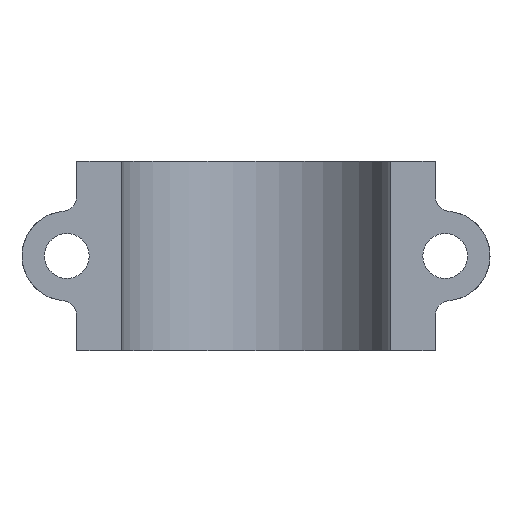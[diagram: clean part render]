
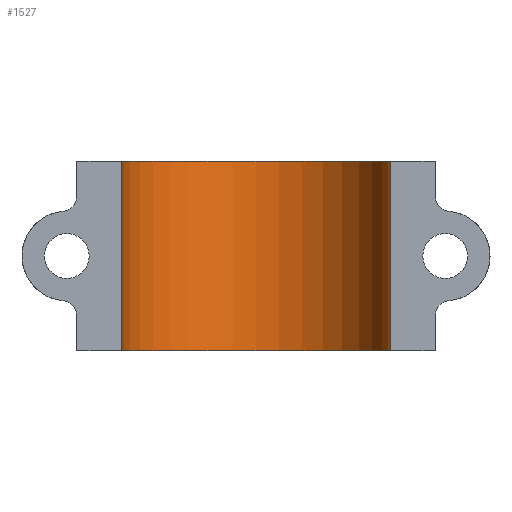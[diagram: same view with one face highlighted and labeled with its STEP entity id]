
A CAD part, front view. The second image highlights one B-rep face of the part: STEP entity #1527.
In plain terms, the highlighted cylindrical face has radius 27 mm (diameter 54 mm), a partial arc.
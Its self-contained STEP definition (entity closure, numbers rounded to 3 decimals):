
#152 = EDGE_CURVE ( 'NONE', #2110, #1101, #1708, .T. ) ;
#172 = CARTESIAN_POINT ( 'NONE',  ( 0., -201.2, 19. ) ) ;
#190 = CARTESIAN_POINT ( 'NONE',  ( 27., -201.2, -19. ) ) ;
#259 = AXIS2_PLACEMENT_3D ( 'NONE', #1133, #306, #968 ) ;
#291 = VERTEX_POINT ( 'NONE', #190 ) ;
#306 = DIRECTION ( 'NONE',  ( 0., 0., -1. ) ) ;
#448 = DIRECTION ( 'NONE',  ( 0., 0., -1. ) ) ;
#475 = CYLINDRICAL_SURFACE ( 'NONE', #259, 27. ) ;
#602 = ORIENTED_EDGE ( 'NONE', *, *, #1686, .F. ) ;
#649 = CARTESIAN_POINT ( 'NONE',  ( -27., -201.2, 19. ) ) ;
#657 = DIRECTION ( 'NONE',  ( 0., 0., 1. ) ) ;
#672 = CIRCLE ( 'NONE', #1547, 27. ) ;
#677 = DIRECTION ( 'NONE',  ( 0., 0., 1. ) ) ;
#762 = ORIENTED_EDGE ( 'NONE', *, *, #1107, .T. ) ;
#770 = AXIS2_PLACEMENT_3D ( 'NONE', #172, #677, #2006 ) ;
#820 = DIRECTION ( 'NONE',  ( 1., 0., 0. ) ) ;
#847 = EDGE_LOOP ( 'NONE', ( #762, #986, #602, #1276 ) ) ;
#929 = CARTESIAN_POINT ( 'NONE',  ( 27., -201.2, 19. ) ) ;
#968 = DIRECTION ( 'NONE',  ( -1., 0., 0. ) ) ;
#986 = ORIENTED_EDGE ( 'NONE', *, *, #991, .F. ) ;
#991 = EDGE_CURVE ( 'NONE', #291, #1512, #672, .T. ) ;
#995 = CARTESIAN_POINT ( 'NONE',  ( -27., -201.2, -19. ) ) ;
#1101 = VERTEX_POINT ( 'NONE', #1657 ) ;
#1107 = EDGE_CURVE ( 'NONE', #1101, #1512, #2150, .T. ) ;
#1120 = VECTOR ( 'NONE', #1973, 1000. ) ;
#1133 = CARTESIAN_POINT ( 'NONE',  ( 0., -201.2, 19. ) ) ;
#1276 = ORIENTED_EDGE ( 'NONE', *, *, #152, .T. ) ;
#1512 = VERTEX_POINT ( 'NONE', #995 ) ;
#1520 = CARTESIAN_POINT ( 'NONE',  ( 0., -201.2, -19. ) ) ;
#1527 = ADVANCED_FACE ( 'NONE', ( #1963 ), #475, .F. ) ;
#1547 = AXIS2_PLACEMENT_3D ( 'NONE', #1520, #657, #820 ) ;
#1588 = CARTESIAN_POINT ( 'NONE',  ( 27., -201.2, 19. ) ) ;
#1612 = VECTOR ( 'NONE', #448, 1000. ) ;
#1620 = LINE ( 'NONE', #1588, #1612 ) ;
#1657 = CARTESIAN_POINT ( 'NONE',  ( -27., -201.2, 19. ) ) ;
#1686 = EDGE_CURVE ( 'NONE', #2110, #291, #1620, .T. ) ;
#1708 = CIRCLE ( 'NONE', #770, 27. ) ;
#1963 = FACE_OUTER_BOUND ( 'NONE', #847, .T. ) ;
#1973 = DIRECTION ( 'NONE',  ( 0., 0., -1. ) ) ;
#2006 = DIRECTION ( 'NONE',  ( 1., 0., 0. ) ) ;
#2110 = VERTEX_POINT ( 'NONE', #929 ) ;
#2150 = LINE ( 'NONE', #649, #1120 ) ;
